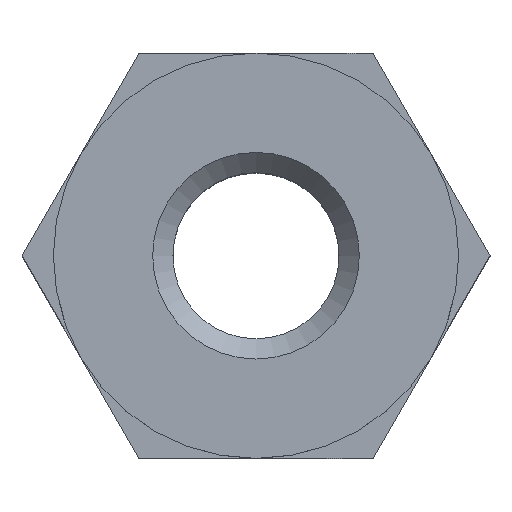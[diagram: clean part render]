
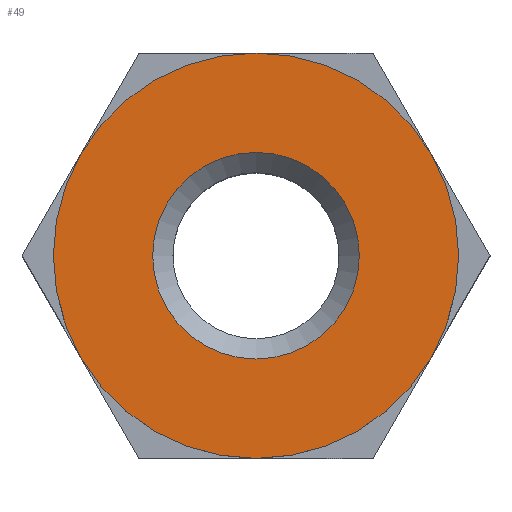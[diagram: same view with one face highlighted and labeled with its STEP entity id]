
A CAD part, top view. The second image highlights one B-rep face of the part: STEP entity #49.
In plain terms, the highlighted planar face has unit normal (0, 0, 1).
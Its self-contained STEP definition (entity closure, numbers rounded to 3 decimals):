
#49 = ADVANCED_FACE( '', ( #116, #117 ), #118, .T. );
#116 = FACE_BOUND( '', #205, .T. );
#117 = FACE_OUTER_BOUND( '', #206, .T. );
#118 = PLANE( '', #207 );
#205 = EDGE_LOOP( '', ( #288 ) );
#206 = EDGE_LOOP( '', ( #289 ) );
#207 = AXIS2_PLACEMENT_3D( '', #290, #291, #292 );
#288 = ORIENTED_EDGE( '', *, *, #484, .T. );
#289 = ORIENTED_EDGE( '', *, *, #485, .T. );
#290 = CARTESIAN_POINT( '', ( 0., 0., 2.5 ) );
#291 = DIRECTION( '', ( 0., 0., 1. ) );
#292 = DIRECTION( '', ( 1., 0., 0. ) );
#484 = EDGE_CURVE( '', #557, #557, #558, .T. );
#485 = EDGE_CURVE( '', #559, #559, #560, .T. );
#557 = VERTEX_POINT( '', #660 );
#558 = CIRCLE( '', #661, 1.53 );
#559 = VERTEX_POINT( '', #662 );
#560 = CIRCLE( '', #663, 3. );
#660 = CARTESIAN_POINT( '', ( 1.53, 0., 2.5 ) );
#661 = AXIS2_PLACEMENT_3D( '', #792, #793, #794 );
#662 = CARTESIAN_POINT( '', ( 3., 0., 2.5 ) );
#663 = AXIS2_PLACEMENT_3D( '', #795, #796, #797 );
#792 = CARTESIAN_POINT( '', ( 0., 0., 2.5 ) );
#793 = DIRECTION( '', ( 0., 0., -1. ) );
#794 = DIRECTION( '', ( 1., 0., 0. ) );
#795 = CARTESIAN_POINT( '', ( 0., 0., 2.5 ) );
#796 = DIRECTION( '', ( 0., 0., 1. ) );
#797 = DIRECTION( '', ( 1., 0., 0. ) );
